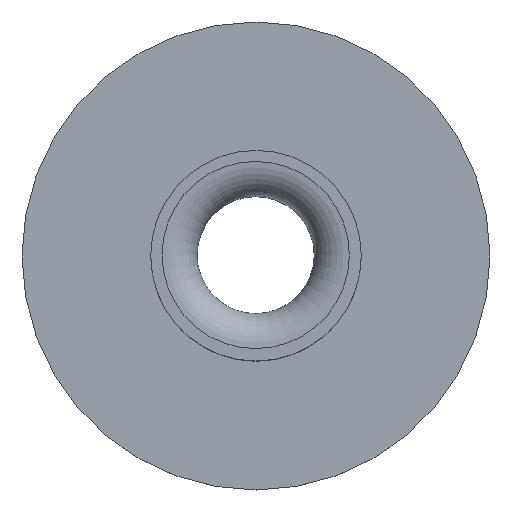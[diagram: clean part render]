
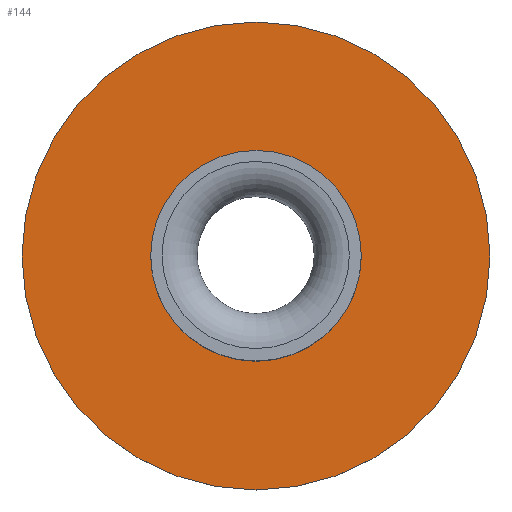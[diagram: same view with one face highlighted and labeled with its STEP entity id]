
A CAD part, top view. The second image highlights one B-rep face of the part: STEP entity #144.
In plain terms, the highlighted planar face has unit normal (0, 0, 1).
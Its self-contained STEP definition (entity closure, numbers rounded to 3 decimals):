
#16=FACE_BOUND('',#47,.T.);
#19=PLANE('',#179);
#36=FACE_OUTER_BOUND('',#46,.T.);
#46=EDGE_LOOP('',(#128));
#47=EDGE_LOOP('',(#129));
#57=CIRCLE('',#172,10.);
#61=CIRCLE('',#180,4.5);
#73=VERTEX_POINT('',#283);
#76=VERTEX_POINT('',#295);
#89=EDGE_CURVE('',#73,#73,#57,.F.);
#94=EDGE_CURVE('',#76,#76,#61,.F.);
#128=ORIENTED_EDGE('',*,*,#89,.T.);
#129=ORIENTED_EDGE('',*,*,#94,.F.);
#144=ADVANCED_FACE('',(#36,#16),#19,.T.);
#172=AXIS2_PLACEMENT_3D('',#284,#209,#210);
#179=AXIS2_PLACEMENT_3D('',#294,#224,#225);
#180=AXIS2_PLACEMENT_3D('',#296,#226,#227);
#209=DIRECTION('center_axis',(0.,0.,-1.));
#210=DIRECTION('ref_axis',(1.,0.,0.));
#224=DIRECTION('center_axis',(0.,0.,1.));
#225=DIRECTION('ref_axis',(1.,0.,0.));
#226=DIRECTION('center_axis',(0.,0.,-1.));
#227=DIRECTION('ref_axis',(1.,0.,0.));
#283=CARTESIAN_POINT('',(-10.,0.,3.));
#284=CARTESIAN_POINT('Origin',(0.,0.,3.));
#294=CARTESIAN_POINT('Origin',(0.,0.,3.));
#295=CARTESIAN_POINT('',(-4.5,0.,3.));
#296=CARTESIAN_POINT('Origin',(0.,0.,3.));
